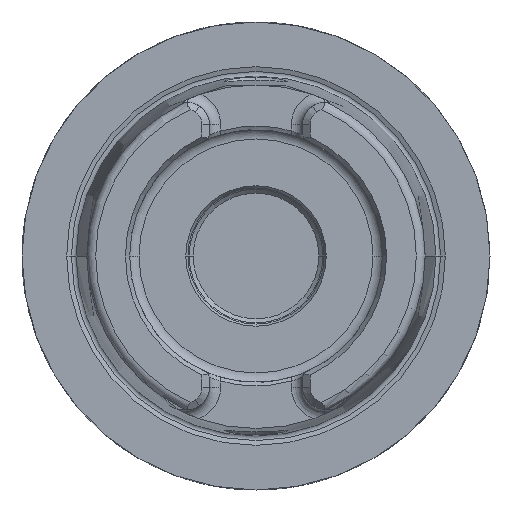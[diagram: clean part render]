
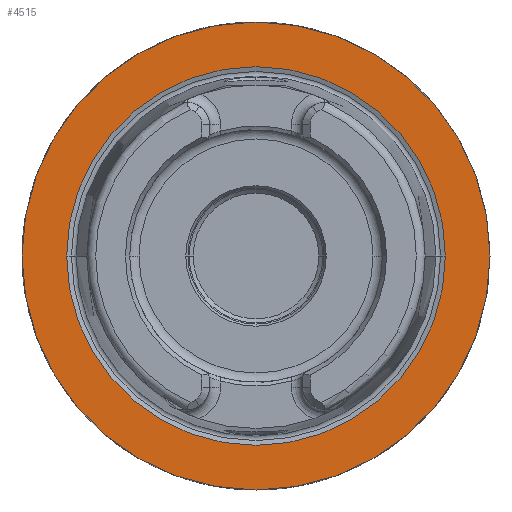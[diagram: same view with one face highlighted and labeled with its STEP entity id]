
A CAD part, left-side view. The second image highlights one B-rep face of the part: STEP entity #4515.
In plain terms, the highlighted planar face has unit normal (-1, 0, 0).
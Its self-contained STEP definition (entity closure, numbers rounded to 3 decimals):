
#1068=CARTESIAN_POINT('',(0.,0.,0.));
#1069=DIRECTION('',(1.,0.,0.));
#1070=DIRECTION('',(0.,1.,0.));
#1071=AXIS2_PLACEMENT_3D('',#1068,#1069,#1070);
#1073=CARTESIAN_POINT('',(0.,0.,0.));
#1074=DIRECTION('',(-1.,0.,0.));
#1075=DIRECTION('',(0.,1.,0.));
#1076=AXIS2_PLACEMENT_3D('',#1073,#1074,#1075);
#1078=CARTESIAN_POINT('',(0.,0.,0.));
#1079=DIRECTION('',(-1.,0.,0.));
#1080=DIRECTION('',(0.,-1.,0.));
#1081=AXIS2_PLACEMENT_3D('',#1078,#1079,#1080);
#1083=CARTESIAN_POINT('',(0.,0.,0.));
#1084=DIRECTION('',(-1.,0.,0.));
#1085=DIRECTION('',(0.,1.,0.));
#1086=AXIS2_PLACEMENT_3D('',#1083,#1084,#1085);
#2772=CARTESIAN_POINT('',(0.,31.5,0.));
#2773=CARTESIAN_POINT('',(0.,-31.5,0.));
#2774=VERTEX_POINT('',#2772);
#2775=VERTEX_POINT('',#2773);
#2800=CARTESIAN_POINT('',(0.,-25.49,0.));
#2801=VERTEX_POINT('',#2800);
#2802=CARTESIAN_POINT('',(0.,25.49,0.));
#2803=VERTEX_POINT('',#2802);
#4500=CARTESIAN_POINT('',(0.,0.,0.));
#4501=DIRECTION('',(1.,0.,0.));
#4502=DIRECTION('',(0.,-1.,0.));
#4503=AXIS2_PLACEMENT_3D('',#4500,#4501,#4502);
#4504=PLANE('',#4503);
#4506=ORIENTED_EDGE('',*,*,#4505,.T.);
#4508=ORIENTED_EDGE('',*,*,#4507,.F.);
#4509=EDGE_LOOP('',(#4506,#4508));
#4510=FACE_OUTER_BOUND('',#4509,.F.);
#4511=ORIENTED_EDGE('',*,*,#4495,.T.);
#4512=ORIENTED_EDGE('',*,*,#4479,.T.);
#4513=EDGE_LOOP('',(#4511,#4512));
#4514=FACE_BOUND('',#4513,.F.);
#4515=ADVANCED_FACE('',(#4510,#4514),#4504,.F.);
#1072=CIRCLE('',#1071,31.5);
#1077=CIRCLE('',#1076,31.5);
#1082=CIRCLE('',#1081,25.49);
#1087=CIRCLE('',#1086,25.49);
#4479=EDGE_CURVE('',#2803,#2801,#1087,.T.);
#4495=EDGE_CURVE('',#2801,#2803,#1082,.T.);
#4505=EDGE_CURVE('',#2774,#2775,#1072,.T.);
#4507=EDGE_CURVE('',#2774,#2775,#1077,.T.);
